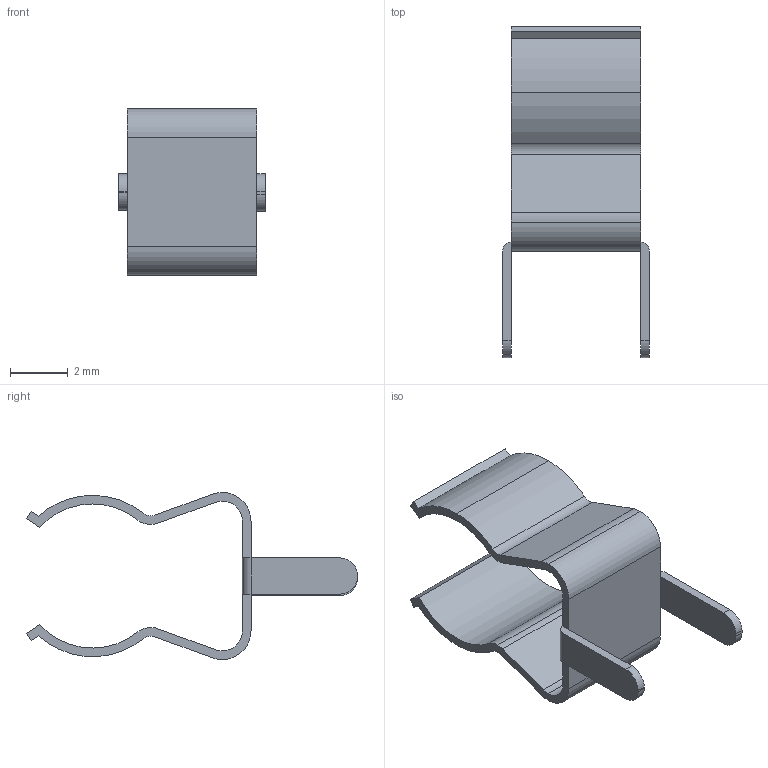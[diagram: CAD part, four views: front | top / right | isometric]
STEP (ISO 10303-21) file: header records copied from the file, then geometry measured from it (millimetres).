
FILE_DESCRIPTION (( 'STEP AP214' ), '1' );
FILE_NAME ('Fuse_clips_5x20.STEP', '2024-02-24T20:57:01', ( '砐錪賧瘔蠈錪 Windows' ), ( '' ), 'SwSTEP 2.0', 'SolidWorks 2024', '' );
FILE_SCHEMA (( 'AUTOMOTIVE_DESIGN' ));
Length unit declared in the file: millimetre
Products named in the file (1): Fuse_clips_5x20
Bounding box: 5.1 x 11.5 x 5.8 mm (x, y, z)
Volume: 31.4 mm3; surface area: 228.9 mm2
Topology: 1 solids, 1 shells, 52 faces, 142 edges, 92 vertices
Faces by surface type: plane 28, cylinder 24
Entity records: 1673 total; most frequent: DIRECTION 296, CARTESIAN_POINT 287, ORIENTED_EDGE 284, EDGE_CURVE 142, AXIS2_PLACEMENT_3D 101, VECTOR 94, LINE 94, VERTEX_POINT 92
